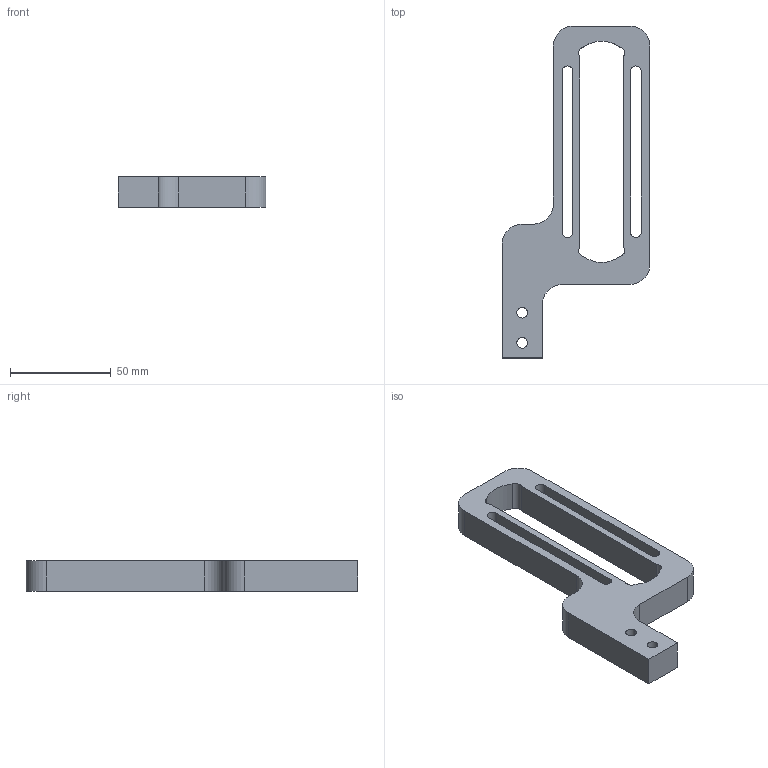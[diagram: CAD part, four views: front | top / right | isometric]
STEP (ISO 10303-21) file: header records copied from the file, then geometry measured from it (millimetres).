
FILE_DESCRIPTION(('Creo Elements/Direct Modeling STEP Export'),'2;1');
FILE_NAME('0347039_D00114455_000_000.step','2021-11-05T 6:43:47',(''),(''),'Creo Elements/Direct Modeling STEP processor for AP214 (Solid Model)','Creo Elements/Direct Modeling 20.1A 30-Sep-2018 (C) Parametric Technology GmbH','');
FILE_SCHEMA(('AUTOMOTIVE_DESIGN { 1 0 10303 214 1 1 1 1 }'));
Length unit declared in the file: millimetre
Products named in the file (1): T1
Bounding box: 73.5 x 165 x 15 mm (x, y, z)
Volume: 64317.3 mm3; surface area: 25130.1 mm2
Topology: 1 solids, 1 shells, 42 faces, 114 edges, 76 vertices
Faces by surface type: cylinder 24, plane 18
Entity records: 1348 total; most frequent: DIRECTION 232, ORIENTED_EDGE 228, CARTESIAN_POINT 225, EDGE_CURVE 114, AXIS2_PLACEMENT_3D 83, VERTEX_POINT 76, VECTOR 66, LINE 66
